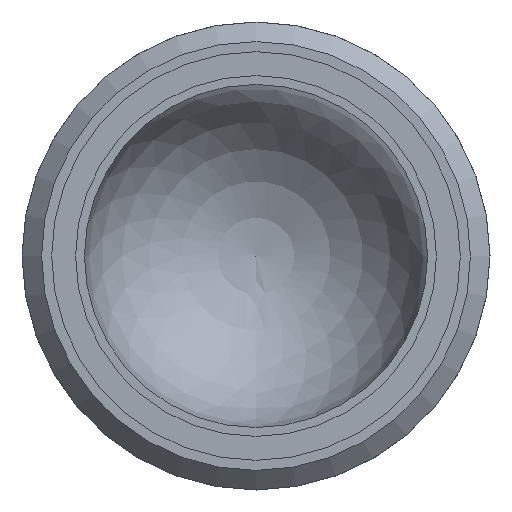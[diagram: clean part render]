
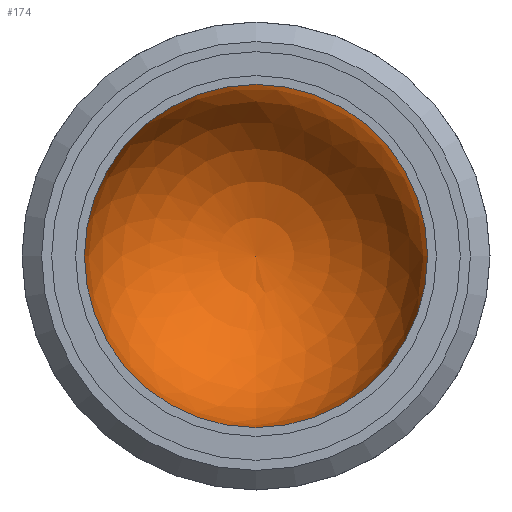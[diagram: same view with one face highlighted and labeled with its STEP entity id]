
A CAD part, front view. The second image highlights one B-rep face of the part: STEP entity #174.
In plain terms, the highlighted spherical face has radius 8.8 mm.
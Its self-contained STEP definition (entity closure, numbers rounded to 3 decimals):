
#15=SPHERICAL_SURFACE('',#198,8.8);
#47=FACE_OUTER_BOUND('',#68,.T.);
#68=EDGE_LOOP('',(#143));
#93=CIRCLE('',#199,8.8);
#108=VERTEX_POINT('',#301);
#123=EDGE_CURVE('',#108,#108,#93,.T.);
#143=ORIENTED_EDGE('',*,*,#123,.F.);
#174=ADVANCED_FACE('',(#47),#15,.F.);
#198=AXIS2_PLACEMENT_3D('',#300,#243,#244);
#199=AXIS2_PLACEMENT_3D('',#302,#245,#246);
#243=DIRECTION('center_axis',(0.,1.,0.));
#244=DIRECTION('ref_axis',(0.,0.,-1.));
#245=DIRECTION('center_axis',(0.,1.,0.));
#246=DIRECTION('ref_axis',(1.,0.,0.));
#300=CARTESIAN_POINT('Origin',(0.,67.,0.));
#301=CARTESIAN_POINT('',(-8.8,67.,0.));
#302=CARTESIAN_POINT('Origin',(0.,67.,0.));
